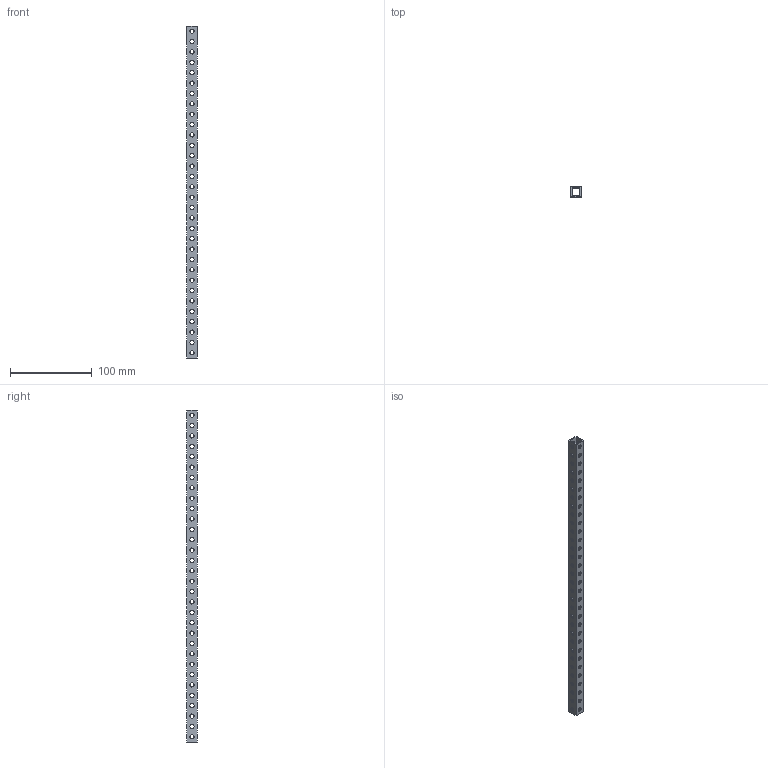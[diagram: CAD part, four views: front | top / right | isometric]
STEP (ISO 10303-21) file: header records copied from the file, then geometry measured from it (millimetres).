
FILE_DESCRIPTION (( 'STEP AP203' ), '1' );
FILE_NAME ('am-5001-1600 RoBits 0.5×0.5×16.0 Tube.STEP', '2023-01-26T16:02:47', ( '' ), ( '' ), 'SwSTEP 2.0', 'SolidWorks 2022', '' );
FILE_SCHEMA (( 'CONFIG_CONTROL_DESIGN' ));
Length unit declared in the file: inch
Products named in the file (1): am-5001-1600 RoBits 0.5×0.5×16.0 Tube
Bounding box: 12.7 x 12.7 x 406.4 mm (x, y, z)
Volume: 24517.6 mm3; surface area: 34288.5 mm2
Topology: 1 solids, 1 shells, 266 faces, 792 edges, 528 vertices
Faces by surface type: cylinder 256, plane 10
Entity records: 9843 total; most frequent: DIRECTION 1838, CARTESIAN_POINT 1587, ORIENTED_EDGE 1584, EDGE_CURVE 792, AXIS2_PLACEMENT_3D 779, VERTEX_POINT 528, EDGE_LOOP 524, CIRCLE 512
